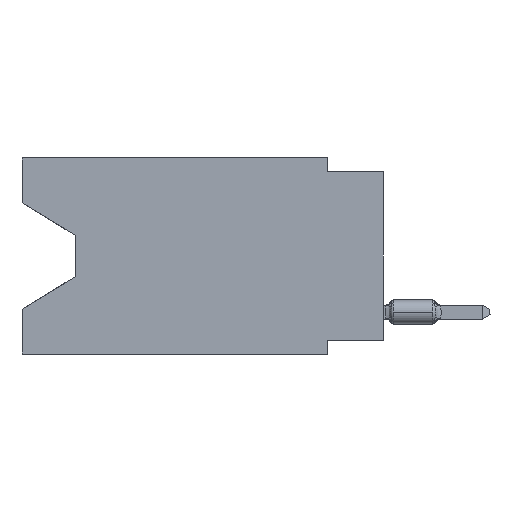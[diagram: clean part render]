
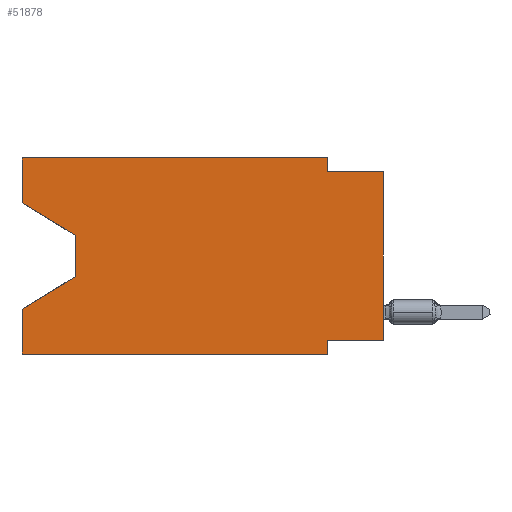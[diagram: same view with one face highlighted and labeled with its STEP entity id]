
A CAD part, left-side view. The second image highlights one B-rep face of the part: STEP entity #51878.
In plain terms, the highlighted planar face has unit normal (-1, 0, 0).
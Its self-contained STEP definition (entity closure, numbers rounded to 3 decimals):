
#578 = VECTOR ( 'NONE', #35623, 1000. ) ;
#3393 = LINE ( 'NONE', #31383, #15955 ) ;
#3590 = CARTESIAN_POINT ( 'NONE',  ( 0., 2.54, -8.255 ) ) ;
#3756 = EDGE_CURVE ( 'NONE', #40172, #37221, #7449, .T. ) ;
#3894 = CARTESIAN_POINT ( 'NONE',  ( 0., 2.54, -8.89 ) ) ;
#4443 = ORIENTED_EDGE ( 'NONE', *, *, #11464, .F. ) ;
#4683 = VECTOR ( 'NONE', #10133, 1000. ) ;
#5668 = VERTEX_POINT ( 'NONE', #22692 ) ;
#7225 = ORIENTED_EDGE ( 'NONE', *, *, #17693, .F. ) ;
#7353 = CARTESIAN_POINT ( 'NONE',  ( 0., 13.97, -3.505 ) ) ;
#7449 = LINE ( 'NONE', #23752, #40718 ) ;
#7617 = FACE_OUTER_BOUND ( 'NONE', #46643, .T. ) ;
#7625 = EDGE_CURVE ( 'NONE', #14722, #5668, #48582, .T. ) ;
#8677 = VECTOR ( 'NONE', #45172, 1000. ) ;
#9060 = VERTEX_POINT ( 'NONE', #3590 ) ;
#9680 = EDGE_CURVE ( 'NONE', #27278, #44403, #14137, .T. ) ;
#9866 = LINE ( 'NONE', #26679, #35174 ) ;
#10133 = DIRECTION ( 'NONE',  ( 0., 0., 1. ) ) ;
#10183 = ORIENTED_EDGE ( 'NONE', *, *, #25366, .F. ) ;
#10603 = VERTEX_POINT ( 'NONE', #15526 ) ;
#10990 = LINE ( 'NONE', #15004, #47905 ) ;
#11464 = EDGE_CURVE ( 'NONE', #23870, #52411, #3393, .T. ) ;
#11723 = ORIENTED_EDGE ( 'NONE', *, *, #35742, .F. ) ;
#12312 = CARTESIAN_POINT ( 'NONE',  ( 0., 16.383, -2.038 ) ) ;
#14137 = LINE ( 'NONE', #22688, #4683 ) ;
#14368 = DIRECTION ( 'NONE',  ( 0., 0., 1. ) ) ;
#14722 = VERTEX_POINT ( 'NONE', #34332 ) ;
#14734 = DIRECTION ( 'NONE',  ( 0., 0., 1. ) ) ;
#15004 = CARTESIAN_POINT ( 'NONE',  ( 0., 13.97, -5.385 ) ) ;
#15526 = CARTESIAN_POINT ( 'NONE',  ( 0., 2.54, -0.635 ) ) ;
#15704 = VECTOR ( 'NONE', #47548, 1000. ) ;
#15798 = CARTESIAN_POINT ( 'NONE',  ( 0., 16.383, 0. ) ) ;
#15906 = ORIENTED_EDGE ( 'NONE', *, *, #7625, .T. ) ;
#15955 = VECTOR ( 'NONE', #23418, 1000. ) ;
#16185 = LINE ( 'NONE', #7353, #578 ) ;
#16186 = LINE ( 'NONE', #3894, #46788 ) ;
#16497 = CARTESIAN_POINT ( 'NONE',  ( 0., 2.54, -8.89 ) ) ;
#17196 = CARTESIAN_POINT ( 'NONE',  ( 0., 0., -0.635 ) ) ;
#17693 = EDGE_CURVE ( 'NONE', #27278, #9060, #9866, .T. ) ;
#18523 = LINE ( 'NONE', #22526, #15704 ) ;
#18653 = CARTESIAN_POINT ( 'NONE',  ( 0., 16.383, 0. ) ) ;
#20539 = DIRECTION ( 'NONE',  ( 0., -1., 0. ) ) ;
#21384 = DIRECTION ( 'NONE',  ( 0., -0.855, -0.519 ) ) ;
#21474 = LINE ( 'NONE', #17196, #8677 ) ;
#22526 = CARTESIAN_POINT ( 'NONE',  ( 0., 2.54, 0. ) ) ;
#22651 = LINE ( 'NONE', #18653, #33586 ) ;
#22688 = CARTESIAN_POINT ( 'NONE',  ( 0., 0., 0. ) ) ;
#22692 = CARTESIAN_POINT ( 'NONE',  ( 0., 13.97, -3.505 ) ) ;
#23102 = ORIENTED_EDGE ( 'NONE', *, *, #42812, .T. ) ;
#23418 = DIRECTION ( 'NONE',  ( 0., -1., 0. ) ) ;
#23752 = CARTESIAN_POINT ( 'NONE',  ( 0., 16.383, -8.89 ) ) ;
#23870 = VERTEX_POINT ( 'NONE', #42114 ) ;
#24259 = CARTESIAN_POINT ( 'NONE',  ( 0., 16.383, -6.852 ) ) ;
#25226 = CARTESIAN_POINT ( 'NONE',  ( 0., 13.97, -5.385 ) ) ;
#25366 = EDGE_CURVE ( 'NONE', #9060, #37221, #16186, .T. ) ;
#26679 = CARTESIAN_POINT ( 'NONE',  ( 0., 0., -8.255 ) ) ;
#26776 = ORIENTED_EDGE ( 'NONE', *, *, #41590, .F. ) ;
#27278 = VERTEX_POINT ( 'NONE', #36885 ) ;
#27517 = EDGE_CURVE ( 'NONE', #5668, #37631, #16185, .T. ) ;
#27619 = CARTESIAN_POINT ( 'NONE',  ( 0., 0., -0.635 ) ) ;
#29215 = VECTOR ( 'NONE', #14734, 1000. ) ;
#31383 = CARTESIAN_POINT ( 'NONE',  ( 0., 16.383, 0. ) ) ;
#32597 = EDGE_CURVE ( 'NONE', #10603, #44403, #21474, .T. ) ;
#33586 = VECTOR ( 'NONE', #14368, 1000. ) ;
#34332 = CARTESIAN_POINT ( 'NONE',  ( 0., 16.383, -2.038 ) ) ;
#34824 = PLANE ( 'NONE',  #43420 ) ;
#35088 = DIRECTION ( 'NONE',  ( 1., 0., 0. ) ) ;
#35174 = VECTOR ( 'NONE', #39456, 1000. ) ;
#35432 = CARTESIAN_POINT ( 'NONE',  ( 0., 16.383, -8.89 ) ) ;
#35623 = DIRECTION ( 'NONE',  ( 0., 0., -1. ) ) ;
#35742 = EDGE_CURVE ( 'NONE', #40172, #49338, #22651, .T. ) ;
#36348 = CARTESIAN_POINT ( 'NONE',  ( 0., 2.54, 0. ) ) ;
#36885 = CARTESIAN_POINT ( 'NONE',  ( 0., 0., -8.255 ) ) ;
#36966 = ORIENTED_EDGE ( 'NONE', *, *, #3756, .T. ) ;
#37221 = VERTEX_POINT ( 'NONE', #16497 ) ;
#37631 = VERTEX_POINT ( 'NONE', #25226 ) ;
#39456 = DIRECTION ( 'NONE',  ( 0., 1., 0. ) ) ;
#40154 = DIRECTION ( 'NONE',  ( 0., 0., -1. ) ) ;
#40172 = VERTEX_POINT ( 'NONE', #35432 ) ;
#40718 = VECTOR ( 'NONE', #20539, 1000. ) ;
#41590 = EDGE_CURVE ( 'NONE', #14722, #23870, #44035, .T. ) ;
#42114 = CARTESIAN_POINT ( 'NONE',  ( 0., 16.383, 0. ) ) ;
#42286 = ORIENTED_EDGE ( 'NONE', *, *, #32597, .F. ) ;
#42515 = ORIENTED_EDGE ( 'NONE', *, *, #9680, .T. ) ;
#42812 = EDGE_CURVE ( 'NONE', #37631, #49338, #10990, .T. ) ;
#43420 = AXIS2_PLACEMENT_3D ( 'NONE', #47111, #35088, #40154 ) ;
#44035 = LINE ( 'NONE', #15798, #29215 ) ;
#44311 = DIRECTION ( 'NONE',  ( 0., 0.855, -0.519 ) ) ;
#44403 = VERTEX_POINT ( 'NONE', #27619 ) ;
#44752 = EDGE_CURVE ( 'NONE', #52411, #10603, #18523, .T. ) ;
#45172 = DIRECTION ( 'NONE',  ( 0., -1., 0. ) ) ;
#46025 = ORIENTED_EDGE ( 'NONE', *, *, #44752, .F. ) ;
#46643 = EDGE_LOOP ( 'NONE', ( #15906, #49791, #23102, #11723, #36966, #10183, #7225, #42515, #42286, #46025, #4443, #26776 ) ) ;
#46788 = VECTOR ( 'NONE', #49229, 1000. ) ;
#47111 = CARTESIAN_POINT ( 'NONE',  ( 0., 16.383, 0. ) ) ;
#47196 = VECTOR ( 'NONE', #21384, 1000. ) ;
#47548 = DIRECTION ( 'NONE',  ( 0., 0., -1. ) ) ;
#47905 = VECTOR ( 'NONE', #44311, 1000. ) ;
#48582 = LINE ( 'NONE', #12312, #47196 ) ;
#49229 = DIRECTION ( 'NONE',  ( 0., 0., -1. ) ) ;
#49338 = VERTEX_POINT ( 'NONE', #24259 ) ;
#49791 = ORIENTED_EDGE ( 'NONE', *, *, #27517, .T. ) ;
#51878 = ADVANCED_FACE ( 'NONE', ( #7617 ), #34824, .F. ) ;
#52411 = VERTEX_POINT ( 'NONE', #36348 ) ;
